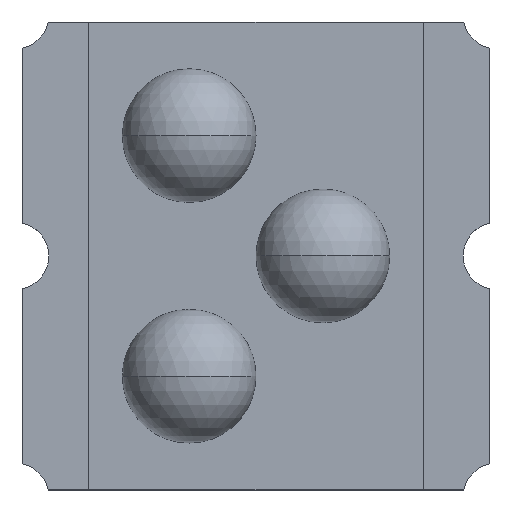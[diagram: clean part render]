
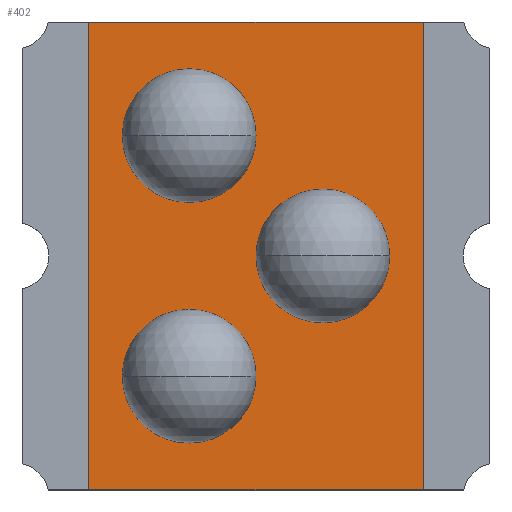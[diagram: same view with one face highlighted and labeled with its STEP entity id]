
A CAD part, top view. The second image highlights one B-rep face of the part: STEP entity #402.
In plain terms, the highlighted planar face has unit normal (0, 0, 1).
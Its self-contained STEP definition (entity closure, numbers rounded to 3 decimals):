
#4 = CARTESIAN_POINT ( 'NONE',  ( -1.25, 1.75, 0.75 ) ) ;
#20 = EDGE_LOOP ( 'NONE', ( #506, #746 ) ) ;
#22 = CARTESIAN_POINT ( 'NONE',  ( -1.25, 1.75, 0.75 ) ) ;
#50 = CARTESIAN_POINT ( 'NONE',  ( 1.25, -1.75, 0.75 ) ) ;
#81 = VERTEX_POINT ( 'NONE', #908 ) ;
#82 = DIRECTION ( 'NONE',  ( 1., 0., 0. ) ) ;
#90 = ORIENTED_EDGE ( 'NONE', *, *, #405, .F. ) ;
#110 = EDGE_CURVE ( 'NONE', #513, #914, #765, .T. ) ;
#121 = AXIS2_PLACEMENT_3D ( 'NONE', #297, #1311, #82 ) ;
#135 = AXIS2_PLACEMENT_3D ( 'NONE', #1290, #580, #1292 ) ;
#138 = DIRECTION ( 'NONE',  ( 0., 1., 0. ) ) ;
#151 = CARTESIAN_POINT ( 'NONE',  ( -1., 0.9, 0.75 ) ) ;
#160 = DIRECTION ( 'NONE',  ( -1., 0., 0. ) ) ;
#171 = AXIS2_PLACEMENT_3D ( 'NONE', #559, #1074, #248 ) ;
#173 = VERTEX_POINT ( 'NONE', #838 ) ;
#177 = FACE_BOUND ( 'NONE', #571, .T. ) ;
#181 = LINE ( 'NONE', #4, #1135 ) ;
#190 = CARTESIAN_POINT ( 'NONE',  ( -1., -0.9, 0.75 ) ) ;
#212 = CARTESIAN_POINT ( 'NONE',  ( 0., -0.9, 0.75 ) ) ;
#213 = DIRECTION ( 'NONE',  ( 0., 0., -1. ) ) ;
#248 = DIRECTION ( 'NONE',  ( 1., 0., 0. ) ) ;
#282 = AXIS2_PLACEMENT_3D ( 'NONE', #634, #213, #1234 ) ;
#295 = VECTOR ( 'NONE', #160, 1000. ) ;
#297 = CARTESIAN_POINT ( 'NONE',  ( -0.5, -0.9, 0.75 ) ) ;
#314 = EDGE_CURVE ( 'NONE', #1246, #1291, #650, .T. ) ;
#346 = CARTESIAN_POINT ( 'NONE',  ( -0.5, -0.9, 0.75 ) ) ;
#366 = AXIS2_PLACEMENT_3D ( 'NONE', #346, #547, #1252 ) ;
#380 = ORIENTED_EDGE ( 'NONE', *, *, #1165, .T. ) ;
#391 = ORIENTED_EDGE ( 'NONE', *, *, #110, .T. ) ;
#401 = DIRECTION ( 'NONE',  ( 0., -1., 0. ) ) ;
#402 = ADVANCED_FACE ( 'NONE', ( #177, #1026, #1335, #777 ), #865, .T. ) ;
#405 = EDGE_CURVE ( 'NONE', #815, #173, #1268, .T. ) ;
#475 = EDGE_LOOP ( 'NONE', ( #1283, #1332, #90, #723 ) ) ;
#481 = CARTESIAN_POINT ( 'NONE',  ( 0., 0., 0.75 ) ) ;
#491 = DIRECTION ( 'NONE',  ( 1., 0., 0. ) ) ;
#501 = VECTOR ( 'NONE', #401, 1000. ) ;
#506 = ORIENTED_EDGE ( 'NONE', *, *, #611, .T. ) ;
#513 = VERTEX_POINT ( 'NONE', #481 ) ;
#547 = DIRECTION ( 'NONE',  ( 0., 0., -1. ) ) ;
#559 = CARTESIAN_POINT ( 'NONE',  ( -1.25, -1.75, 0.75 ) ) ;
#567 = CIRCLE ( 'NONE', #1079, 0.5 ) ;
#571 = EDGE_LOOP ( 'NONE', ( #380, #1289 ) ) ;
#580 = DIRECTION ( 'NONE',  ( 0., 0., -1. ) ) ;
#611 = EDGE_CURVE ( 'NONE', #1291, #1246, #1149, .T. ) ;
#627 = CARTESIAN_POINT ( 'NONE',  ( 1.25, 1.75, 0.75 ) ) ;
#634 = CARTESIAN_POINT ( 'NONE',  ( 0.5, 0., 0.75 ) ) ;
#643 = CARTESIAN_POINT ( 'NONE',  ( 1.25, -1.75, 0.75 ) ) ;
#650 = CIRCLE ( 'NONE', #366, 0.5 ) ;
#651 = CARTESIAN_POINT ( 'NONE',  ( 1., 0., 0.75 ) ) ;
#657 = EDGE_LOOP ( 'NONE', ( #391, #799 ) ) ;
#684 = CIRCLE ( 'NONE', #135, 0.5 ) ;
#723 = ORIENTED_EDGE ( 'NONE', *, *, #1130, .F. ) ;
#724 = DIRECTION ( 'NONE',  ( 0., 0., -1. ) ) ;
#746 = ORIENTED_EDGE ( 'NONE', *, *, #314, .T. ) ;
#749 = CIRCLE ( 'NONE', #1318, 0.5 ) ;
#765 = CIRCLE ( 'NONE', #282, 0.5 ) ;
#777 = FACE_OUTER_BOUND ( 'NONE', #475, .T. ) ;
#799 = ORIENTED_EDGE ( 'NONE', *, *, #1230, .T. ) ;
#815 = VERTEX_POINT ( 'NONE', #643 ) ;
#838 = CARTESIAN_POINT ( 'NONE',  ( -1.25, -1.75, 0.75 ) ) ;
#855 = VERTEX_POINT ( 'NONE', #627 ) ;
#865 = PLANE ( 'NONE',  #171 ) ;
#877 = VERTEX_POINT ( 'NONE', #151 ) ;
#903 = VERTEX_POINT ( 'NONE', #968 ) ;
#908 = CARTESIAN_POINT ( 'NONE',  ( 0., 0.9, 0.75 ) ) ;
#914 = VERTEX_POINT ( 'NONE', #651 ) ;
#957 = EDGE_CURVE ( 'NONE', #173, #903, #1133, .T. ) ;
#968 = CARTESIAN_POINT ( 'NONE',  ( -1.25, 1.75, 0.75 ) ) ;
#1001 = DIRECTION ( 'NONE',  ( 0., 0., -1. ) ) ;
#1026 = FACE_BOUND ( 'NONE', #657, .T. ) ;
#1028 = VECTOR ( 'NONE', #138, 1000. ) ;
#1033 = EDGE_CURVE ( 'NONE', #81, #877, #684, .T. ) ;
#1074 = DIRECTION ( 'NONE',  ( 0., 0., 1. ) ) ;
#1079 = AXIS2_PLACEMENT_3D ( 'NONE', #1223, #724, #1121 ) ;
#1096 = CARTESIAN_POINT ( 'NONE',  ( 1.25, -1.75, 0.75 ) ) ;
#1112 = DIRECTION ( 'NONE',  ( 1., 0., 0. ) ) ;
#1121 = DIRECTION ( 'NONE',  ( 1., 0., 0. ) ) ;
#1130 = EDGE_CURVE ( 'NONE', #855, #815, #1316, .T. ) ;
#1133 = LINE ( 'NONE', #22, #1028 ) ;
#1135 = VECTOR ( 'NONE', #1112, 1000. ) ;
#1149 = CIRCLE ( 'NONE', #121, 0.5 ) ;
#1165 = EDGE_CURVE ( 'NONE', #877, #81, #749, .T. ) ;
#1204 = EDGE_CURVE ( 'NONE', #903, #855, #181, .T. ) ;
#1223 = CARTESIAN_POINT ( 'NONE',  ( 0.5, 0., 0.75 ) ) ;
#1230 = EDGE_CURVE ( 'NONE', #914, #513, #567, .T. ) ;
#1234 = DIRECTION ( 'NONE',  ( 1., 0., 0. ) ) ;
#1246 = VERTEX_POINT ( 'NONE', #190 ) ;
#1252 = DIRECTION ( 'NONE',  ( 1., 0., 0. ) ) ;
#1268 = LINE ( 'NONE', #50, #295 ) ;
#1283 = ORIENTED_EDGE ( 'NONE', *, *, #1204, .F. ) ;
#1289 = ORIENTED_EDGE ( 'NONE', *, *, #1033, .T. ) ;
#1290 = CARTESIAN_POINT ( 'NONE',  ( -0.5, 0.9, 0.75 ) ) ;
#1291 = VERTEX_POINT ( 'NONE', #212 ) ;
#1292 = DIRECTION ( 'NONE',  ( 1., 0., 0. ) ) ;
#1311 = DIRECTION ( 'NONE',  ( 0., 0., -1. ) ) ;
#1313 = CARTESIAN_POINT ( 'NONE',  ( -0.5, 0.9, 0.75 ) ) ;
#1316 = LINE ( 'NONE', #1096, #501 ) ;
#1318 = AXIS2_PLACEMENT_3D ( 'NONE', #1313, #1001, #491 ) ;
#1332 = ORIENTED_EDGE ( 'NONE', *, *, #957, .F. ) ;
#1335 = FACE_BOUND ( 'NONE', #20, .T. ) ;
